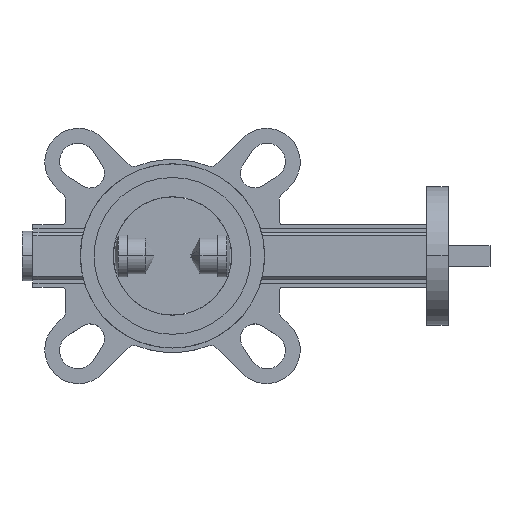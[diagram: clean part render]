
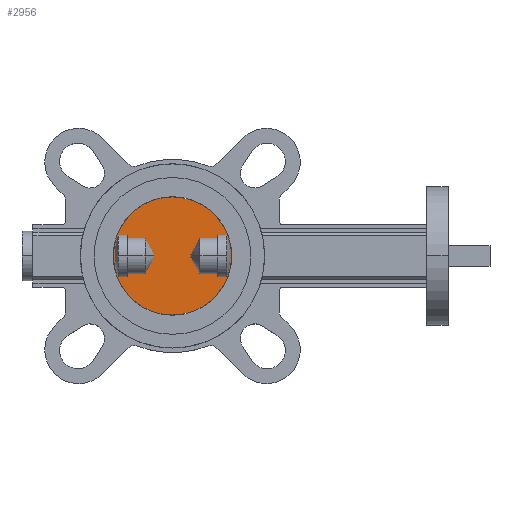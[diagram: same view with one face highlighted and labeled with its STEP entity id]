
A CAD part, top view. The second image highlights one B-rep face of the part: STEP entity #2956.
In plain terms, the highlighted planar face has unit normal (0, 0, 1).
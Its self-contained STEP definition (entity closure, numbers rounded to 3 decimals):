
#216 = AXIS2_PLACEMENT_3D ( 'NONE', #3759, #2365, #4257 ) ;
#347 = PLANE ( 'NONE',  #4920 ) ;
#475 = EDGE_CURVE ( 'NONE', #4808, #537, #583, .T. ) ;
#537 = VERTEX_POINT ( 'NONE', #4588 ) ;
#583 = CIRCLE ( 'NONE', #5849, 32.4 ) ;
#1239 = DIRECTION ( 'NONE',  ( 1., 0., 0. ) ) ;
#1501 = CARTESIAN_POINT ( 'NONE',  ( -32.4, 0., 2.05 ) ) ;
#1507 = ORIENTED_EDGE ( 'NONE', *, *, #475, .T. ) ;
#1663 = EDGE_CURVE ( 'NONE', #537, #4808, #3857, .T. ) ;
#2031 = DIRECTION ( 'NONE',  ( 1., 0., 0. ) ) ;
#2175 = ORIENTED_EDGE ( 'NONE', *, *, #1663, .T. ) ;
#2365 = DIRECTION ( 'NONE',  ( 0., 0., 1. ) ) ;
#2956 = ADVANCED_FACE ( 'NONE', ( #4959 ), #347, .T. ) ;
#3759 = CARTESIAN_POINT ( 'NONE',  ( 0., 0., 2.05 ) ) ;
#3857 = CIRCLE ( 'NONE', #216, 32.4 ) ;
#4000 = DIRECTION ( 'NONE',  ( 0., 0., 1. ) ) ;
#4005 = CARTESIAN_POINT ( 'NONE',  ( 0., 0., 2.05 ) ) ;
#4257 = DIRECTION ( 'NONE',  ( 1., 0., 0. ) ) ;
#4469 = EDGE_LOOP ( 'NONE', ( #1507, #2175 ) ) ;
#4588 = CARTESIAN_POINT ( 'NONE',  ( 32.4, 0., 2.05 ) ) ;
#4808 = VERTEX_POINT ( 'NONE', #1501 ) ;
#4834 = CARTESIAN_POINT ( 'NONE',  ( 0., 0., 2.05 ) ) ;
#4920 = AXIS2_PLACEMENT_3D ( 'NONE', #4005, #5838, #2031 ) ;
#4959 = FACE_OUTER_BOUND ( 'NONE', #4469, .T. ) ;
#5838 = DIRECTION ( 'NONE',  ( 0., 0., 1. ) ) ;
#5849 = AXIS2_PLACEMENT_3D ( 'NONE', #4834, #4000, #1239 ) ;
